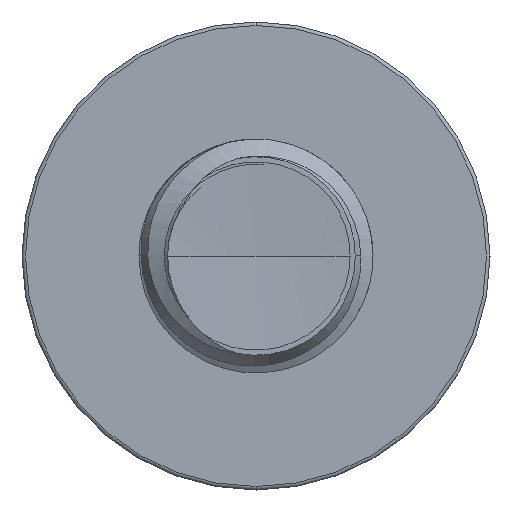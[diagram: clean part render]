
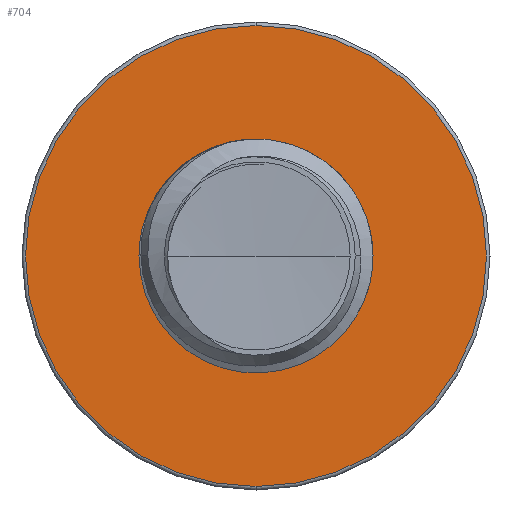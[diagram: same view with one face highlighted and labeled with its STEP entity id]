
A CAD part, front view. The second image highlights one B-rep face of the part: STEP entity #704.
In plain terms, the highlighted planar face has unit normal (0, -1, 0).
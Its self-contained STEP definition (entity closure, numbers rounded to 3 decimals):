
#52 = DIRECTION ( 'NONE',  ( 0., 0., -1. ) ) ;
#505 = FACE_OUTER_BOUND ( 'NONE', #2380, .T. ) ;
#556 = DIRECTION ( 'NONE',  ( 0., 0., -1. ) ) ;
#704 = ADVANCED_FACE ( 'NONE', ( #505, #9560 ), #9708, .T. ) ;
#956 = DIRECTION ( 'NONE',  ( 0., 0., -1. ) ) ;
#1066 = DIRECTION ( 'NONE',  ( 0., -1., 0. ) ) ;
#1170 = CARTESIAN_POINT ( 'NONE',  ( 0., 6., 0. ) ) ;
#1294 = CARTESIAN_POINT ( 'NONE',  ( 0., 6., 1.97 ) ) ;
#2380 = EDGE_LOOP ( 'NONE', ( #9755, #18168 ) ) ;
#2869 = EDGE_CURVE ( 'NONE', #20433, #10470, #24070, .T. ) ;
#5299 = EDGE_CURVE ( 'NONE', #7472, #21107, #7361, .T. ) ;
#5739 = DIRECTION ( 'NONE',  ( 0., 0., -1. ) ) ;
#5829 = DIRECTION ( 'NONE',  ( 0., -1., 0. ) ) ;
#5901 = CARTESIAN_POINT ( 'NONE',  ( 0., 6., 0. ) ) ;
#7361 = CIRCLE ( 'NONE', #16589, 0.969 ) ;
#7414 = ORIENTED_EDGE ( 'NONE', *, *, #19932, .F. ) ;
#7472 = VERTEX_POINT ( 'NONE', #10000 ) ;
#8489 = AXIS2_PLACEMENT_3D ( 'NONE', #1170, #1066, #956 ) ;
#9535 = DIRECTION ( 'NONE',  ( 0., 0., -1. ) ) ;
#9538 = DIRECTION ( 'NONE',  ( 0., -1., 0. ) ) ;
#9560 = FACE_BOUND ( 'NONE', #24560, .T. ) ;
#9620 = CARTESIAN_POINT ( 'NONE',  ( 0., 6., 0.969 ) ) ;
#9708 = PLANE ( 'NONE',  #13856 ) ;
#9755 = ORIENTED_EDGE ( 'NONE', *, *, #2869, .T. ) ;
#10000 = CARTESIAN_POINT ( 'NONE',  ( 0., 6., -0.969 ) ) ;
#10470 = VERTEX_POINT ( 'NONE', #1294 ) ;
#11558 = DIRECTION ( 'NONE',  ( 0., -1., 0. ) ) ;
#12102 = DIRECTION ( 'NONE',  ( 0., -1., 0. ) ) ;
#12118 = CIRCLE ( 'NONE', #22815, 1.97 ) ;
#12160 = CARTESIAN_POINT ( 'NONE',  ( 0., 6., -1.97 ) ) ;
#13352 = CARTESIAN_POINT ( 'NONE',  ( 0., 6., 0.969 ) ) ;
#13669 = ORIENTED_EDGE ( 'NONE', *, *, #5299, .F. ) ;
#13856 = AXIS2_PLACEMENT_3D ( 'NONE', #9620, #9538, #9535 ) ;
#16589 = AXIS2_PLACEMENT_3D ( 'NONE', #5901, #5829, #5739 ) ;
#18168 = ORIENTED_EDGE ( 'NONE', *, *, #23619, .T. ) ;
#19932 = EDGE_CURVE ( 'NONE', #21107, #7472, #20555, .T. ) ;
#20433 = VERTEX_POINT ( 'NONE', #12160 ) ;
#20555 = CIRCLE ( 'NONE', #24610, 0.969 ) ;
#21107 = VERTEX_POINT ( 'NONE', #13352 ) ;
#22815 = AXIS2_PLACEMENT_3D ( 'NONE', #23469, #12102, #556 ) ;
#22984 = CARTESIAN_POINT ( 'NONE',  ( 0., 6., 0. ) ) ;
#23469 = CARTESIAN_POINT ( 'NONE',  ( 0., 6., 0. ) ) ;
#23619 = EDGE_CURVE ( 'NONE', #10470, #20433, #12118, .T. ) ;
#24070 = CIRCLE ( 'NONE', #8489, 1.97 ) ;
#24560 = EDGE_LOOP ( 'NONE', ( #13669, #7414 ) ) ;
#24610 = AXIS2_PLACEMENT_3D ( 'NONE', #22984, #11558, #52 ) ;
